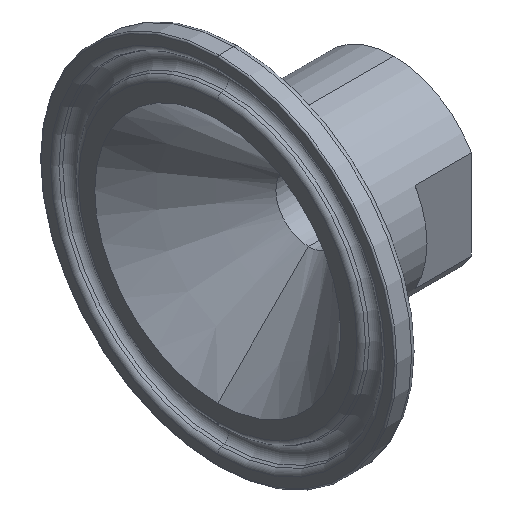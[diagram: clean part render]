
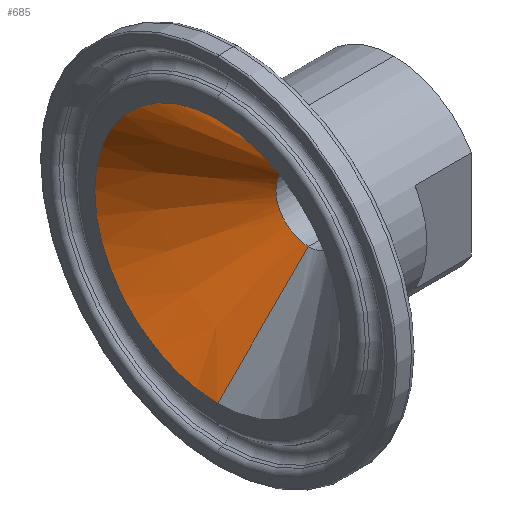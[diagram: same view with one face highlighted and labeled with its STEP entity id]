
A CAD part, isometric view. The second image highlights one B-rep face of the part: STEP entity #685.
In plain terms, the highlighted conical face has half-angle 45 degrees and reference radius 17.45 mm.
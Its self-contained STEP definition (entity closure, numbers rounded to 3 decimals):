
#57 = DIRECTION ( 'NONE',  ( -0.707, 0., 0.707 ) ) ;
#63 = CIRCLE ( 'NONE', #323, 4.6 ) ;
#76 = VERTEX_POINT ( 'NONE', #409 ) ;
#87 = DIRECTION ( 'NONE',  ( -0.707, 0., -0.707 ) ) ;
#140 = DIRECTION ( 'NONE',  ( -1., 0., 0. ) ) ;
#169 = DIRECTION ( 'NONE',  ( -1., 0., 0. ) ) ;
#259 = CARTESIAN_POINT ( 'NONE',  ( 0., 0., 0. ) ) ;
#298 = LINE ( 'NONE', #471, #841 ) ;
#323 = AXIS2_PLACEMENT_3D ( 'NONE', #755, #169, #508 ) ;
#347 = VERTEX_POINT ( 'NONE', #732 ) ;
#400 = CARTESIAN_POINT ( 'NONE',  ( 12.85, 0., -4.6 ) ) ;
#409 = CARTESIAN_POINT ( 'NONE',  ( 0., 0., 17.45 ) ) ;
#471 = CARTESIAN_POINT ( 'NONE',  ( 0., 0., 17.45 ) ) ;
#482 = ORIENTED_EDGE ( 'NONE', *, *, #1099, .T. ) ;
#508 = DIRECTION ( 'NONE',  ( 0., 0., 1. ) ) ;
#511 = CIRCLE ( 'NONE', #916, 17.45 ) ;
#519 = ORIENTED_EDGE ( 'NONE', *, *, #539, .F. ) ;
#531 = CARTESIAN_POINT ( 'NONE',  ( 0., 0., 0. ) ) ;
#539 = EDGE_CURVE ( 'NONE', #347, #678, #63, .T. ) ;
#540 = EDGE_CURVE ( 'NONE', #678, #773, #931, .T. ) ;
#583 = CARTESIAN_POINT ( 'NONE',  ( 0., 0., -17.45 ) ) ;
#597 = VECTOR ( 'NONE', #87, 1000. ) ;
#612 = DIRECTION ( 'NONE',  ( -1., 0., 0. ) ) ;
#646 = EDGE_LOOP ( 'NONE', ( #871, #519, #482, #985 ) ) ;
#678 = VERTEX_POINT ( 'NONE', #400 ) ;
#685 = ADVANCED_FACE ( 'NONE', ( #754 ), #1051, .F. ) ;
#732 = CARTESIAN_POINT ( 'NONE',  ( 12.85, 0., 4.6 ) ) ;
#754 = FACE_OUTER_BOUND ( 'NONE', #646, .T. ) ;
#755 = CARTESIAN_POINT ( 'NONE',  ( 12.85, 0., 0. ) ) ;
#773 = VERTEX_POINT ( 'NONE', #583 ) ;
#841 = VECTOR ( 'NONE', #57, 1000. ) ;
#871 = ORIENTED_EDGE ( 'NONE', *, *, #540, .F. ) ;
#894 = AXIS2_PLACEMENT_3D ( 'NONE', #531, #140, #917 ) ;
#916 = AXIS2_PLACEMENT_3D ( 'NONE', #259, #612, #1031 ) ;
#917 = DIRECTION ( 'NONE',  ( 0., 0., 1. ) ) ;
#931 = LINE ( 'NONE', #1095, #597 ) ;
#985 = ORIENTED_EDGE ( 'NONE', *, *, #1053, .T. ) ;
#1031 = DIRECTION ( 'NONE',  ( 0., 0., 1. ) ) ;
#1051 = CONICAL_SURFACE ( 'NONE', #894, 17.45, 0.785 ) ;
#1053 = EDGE_CURVE ( 'NONE', #76, #773, #511, .T. ) ;
#1095 = CARTESIAN_POINT ( 'NONE',  ( 0., 0., -17.45 ) ) ;
#1099 = EDGE_CURVE ( 'NONE', #347, #76, #298, .T. ) ;
